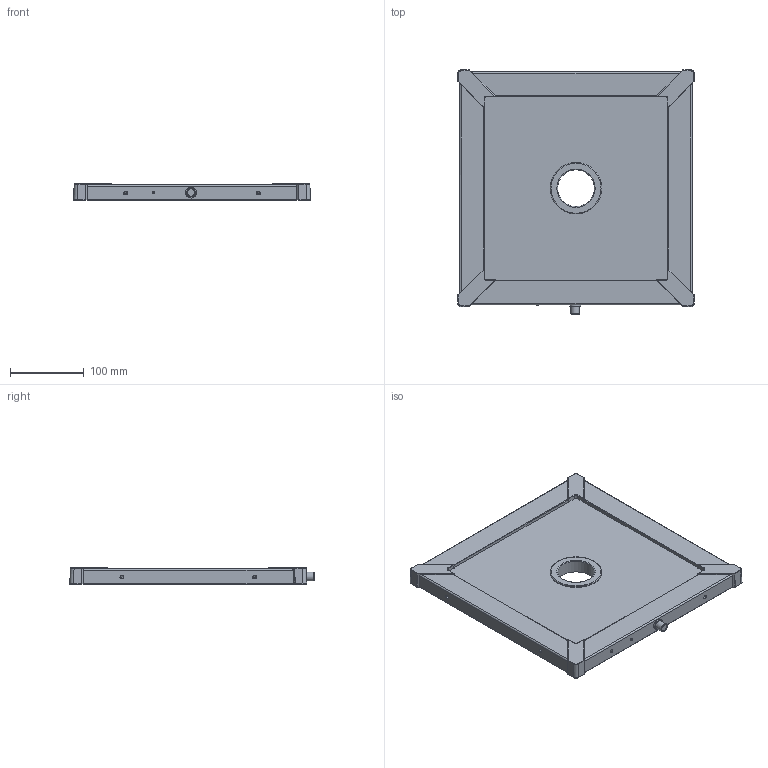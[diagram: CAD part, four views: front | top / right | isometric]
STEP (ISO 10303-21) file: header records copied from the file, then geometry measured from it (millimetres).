
FILE_DESCRIPTION(/* description */ (''),/* implementation_level */ '2;1');
FILE_NAME(/* name */ 'BEK-FL-250-R50.stp',/* time_stamp */ '2018-11-28T09:32:32+01:00',/* author */ ('S. Sandt'),/* organization */ ('di-soric GmbH & Co. KG'),/* preprocessor_version */ 'ST-DEVELOPER v17.2',/* originating_system */ 'Autodesk Inventor 2019',/* authorisation */ '');
FILE_SCHEMA (('AUTOMOTIVE_DESIGN { 1 0 10303 214 3 1 1 }'));
Length unit declared in the file: millimetre
Products named in the file (1): universal 3D Modell
Bounding box: 322.13 x 332.31 x 22.5 mm (x, y, z)
Volume: 1805831.7 mm3; surface area: 232576.3 mm2
Topology: 1 solids, 1 shells, 191 faces, 492 edges, 307 vertices
Faces by surface type: cylinder 81, plane 62, cone 17, bspline 16, sphere 9, torus 6
Full cylindrical faces by diameter (mm): 4.134 x8, 10 x1, 12 x1, 15 x1, 50 x1, 70 x1
Entity records: 6833 total; most frequent: CARTESIAN_POINT 1865, DIRECTION 1028, ORIENTED_EDGE 966, EDGE_CURVE 483, AXIS2_PLACEMENT_3D 393, VERTEX_POINT 307, LINE 242, VECTOR 242
